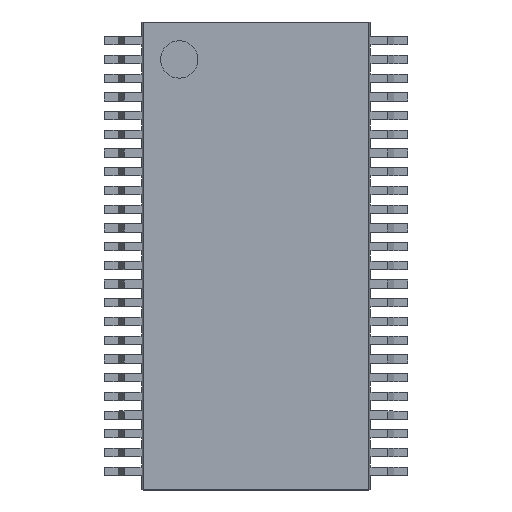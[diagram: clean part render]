
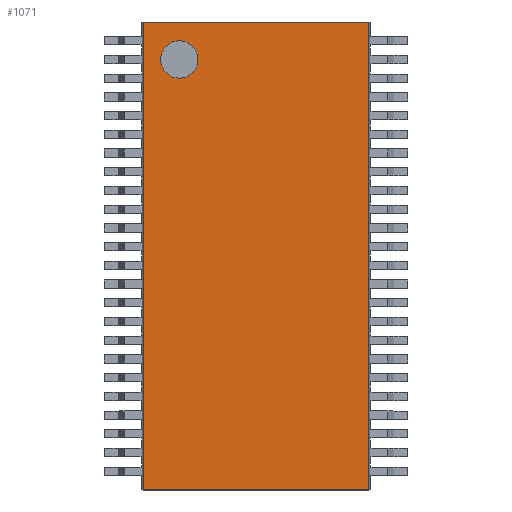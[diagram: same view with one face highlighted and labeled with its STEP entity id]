
A CAD part, top view. The second image highlights one B-rep face of the part: STEP entity #1071.
In plain terms, the highlighted planar face has unit normal (0, 0, 1).
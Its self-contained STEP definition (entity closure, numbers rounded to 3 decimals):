
#25 = CIRCLE ( 'NONE', #3626, 0.5 ) ;
#456 = LINE ( 'NONE', #9369, #1162 ) ;
#1071 = ADVANCED_FACE ( 'NONE', ( #10412, #6993 ), #7808, .F. ) ;
#1162 = VECTOR ( 'NONE', #8463, 1000. ) ;
#1329 = EDGE_CURVE ( 'NONE', #11330, #11547, #6801, .T. ) ;
#1728 = DIRECTION ( 'NONE',  ( 1., 0., 0. ) ) ;
#1829 = CARTESIAN_POINT ( 'NONE',  ( -3.006, -6.25, 1. ) ) ;
#2313 = CARTESIAN_POINT ( 'NONE',  ( -1.55, 5.25, 1. ) ) ;
#2942 = CARTESIAN_POINT ( 'NONE',  ( -3.006, 6.25, 1. ) ) ;
#3044 = EDGE_CURVE ( 'NONE', #8794, #8967, #7661, .T. ) ;
#3626 = AXIS2_PLACEMENT_3D ( 'NONE', #5100, #9641, #5202 ) ;
#3994 = EDGE_CURVE ( 'NONE', #7211, #9768, #456, .T. ) ;
#4120 = CARTESIAN_POINT ( 'NONE',  ( -3.006, 6.25, 1. ) ) ;
#4838 = CARTESIAN_POINT ( 'NONE',  ( -3.006, 6.25, 1. ) ) ;
#5100 = CARTESIAN_POINT ( 'NONE',  ( -2.05, 5.25, 1. ) ) ;
#5202 = DIRECTION ( 'NONE',  ( 1., 0., 0. ) ) ;
#5933 = ORIENTED_EDGE ( 'NONE', *, *, #6406, .F. ) ;
#6406 = EDGE_CURVE ( 'NONE', #8967, #8794, #25, .T. ) ;
#6762 = VECTOR ( 'NONE', #13406, 1000. ) ;
#6801 = LINE ( 'NONE', #4120, #7878 ) ;
#6993 = FACE_OUTER_BOUND ( 'NONE', #11879, .T. ) ;
#7211 = VERTEX_POINT ( 'NONE', #7998 ) ;
#7294 = AXIS2_PLACEMENT_3D ( 'NONE', #7777, #10004, #10143 ) ;
#7661 = CIRCLE ( 'NONE', #7294, 0.5 ) ;
#7777 = CARTESIAN_POINT ( 'NONE',  ( -2.05, 5.25, 1. ) ) ;
#7808 = PLANE ( 'NONE',  #10926 ) ;
#7878 = VECTOR ( 'NONE', #8566, 1000. ) ;
#7998 = CARTESIAN_POINT ( 'NONE',  ( 3.006, 6.25, 1. ) ) ;
#8179 = VECTOR ( 'NONE', #1728, 1000. ) ;
#8463 = DIRECTION ( 'NONE',  ( 0., -1., 0. ) ) ;
#8566 = DIRECTION ( 'NONE',  ( 0., -1., 0. ) ) ;
#8593 = ORIENTED_EDGE ( 'NONE', *, *, #3994, .F. ) ;
#8794 = VERTEX_POINT ( 'NONE', #2313 ) ;
#8967 = VERTEX_POINT ( 'NONE', #10546 ) ;
#9369 = CARTESIAN_POINT ( 'NONE',  ( 3.006, 6.25, 1. ) ) ;
#9641 = DIRECTION ( 'NONE',  ( 0., 0., 1. ) ) ;
#9768 = VERTEX_POINT ( 'NONE', #12352 ) ;
#9827 = LINE ( 'NONE', #2942, #6762 ) ;
#10004 = DIRECTION ( 'NONE',  ( 0., 0., 1. ) ) ;
#10143 = DIRECTION ( 'NONE',  ( 1., 0., 0. ) ) ;
#10412 = FACE_BOUND ( 'NONE', #11218, .T. ) ;
#10546 = CARTESIAN_POINT ( 'NONE',  ( -2.55, 5.25, 1. ) ) ;
#10926 = AXIS2_PLACEMENT_3D ( 'NONE', #4838, #13941, #12618 ) ;
#11218 = EDGE_LOOP ( 'NONE', ( #12251, #5933 ) ) ;
#11330 = VERTEX_POINT ( 'NONE', #12689 ) ;
#11547 = VERTEX_POINT ( 'NONE', #12743 ) ;
#11879 = EDGE_LOOP ( 'NONE', ( #14637, #8593, #12476, #14666 ) ) ;
#12251 = ORIENTED_EDGE ( 'NONE', *, *, #3044, .F. ) ;
#12331 = EDGE_CURVE ( 'NONE', #11330, #7211, #9827, .T. ) ;
#12352 = CARTESIAN_POINT ( 'NONE',  ( 3.006, -6.25, 1. ) ) ;
#12476 = ORIENTED_EDGE ( 'NONE', *, *, #12331, .F. ) ;
#12618 = DIRECTION ( 'NONE',  ( -1., 0., 0. ) ) ;
#12689 = CARTESIAN_POINT ( 'NONE',  ( -3.006, 6.25, 1. ) ) ;
#12743 = CARTESIAN_POINT ( 'NONE',  ( -3.006, -6.25, 1. ) ) ;
#12871 = EDGE_CURVE ( 'NONE', #11547, #9768, #13700, .T. ) ;
#13406 = DIRECTION ( 'NONE',  ( 1., 0., 0. ) ) ;
#13700 = LINE ( 'NONE', #1829, #8179 ) ;
#13941 = DIRECTION ( 'NONE',  ( 0., 0., -1. ) ) ;
#14637 = ORIENTED_EDGE ( 'NONE', *, *, #12871, .T. ) ;
#14666 = ORIENTED_EDGE ( 'NONE', *, *, #1329, .T. ) ;
